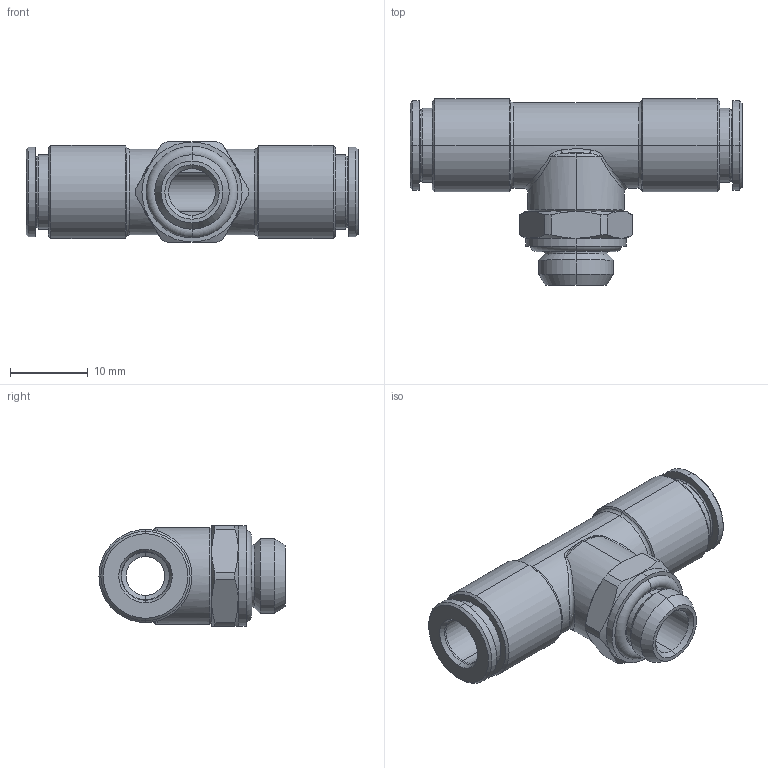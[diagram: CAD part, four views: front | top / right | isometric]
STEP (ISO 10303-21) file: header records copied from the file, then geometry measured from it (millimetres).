
FILE_DESCRIPTION (( 'STEP AP203' ), '1' );
FILE_NAME ('X0110031.STEP', '2016-12-07T10:24:19', ( '' ), ( '' ), 'SwSTEP 2.0', 'SolidWorks 2015', '' );
FILE_SCHEMA (( 'CONFIG_CONTROL_DESIGN' ));
Length unit declared in the file: millimetre
Products named in the file (1): X0110031
Bounding box: 42.8 x 24 x 13 mm (x, y, z)
Volume: 4218.1 mm3; surface area: 3456.5 mm2
Topology: 1 solids, 1 shells, 119 faces, 261 edges, 151 vertices
Faces by surface type: cylinder 37, cone 35, torus 21, plane 18, bspline 8
Entity records: 3971 total; most frequent: CARTESIAN_POINT 1270, DIRECTION 597, ORIENTED_EDGE 522, EDGE_CURVE 261, AXIS2_PLACEMENT_3D 259, VERTEX_POINT 151, CIRCLE 147, EDGE_LOOP 130
